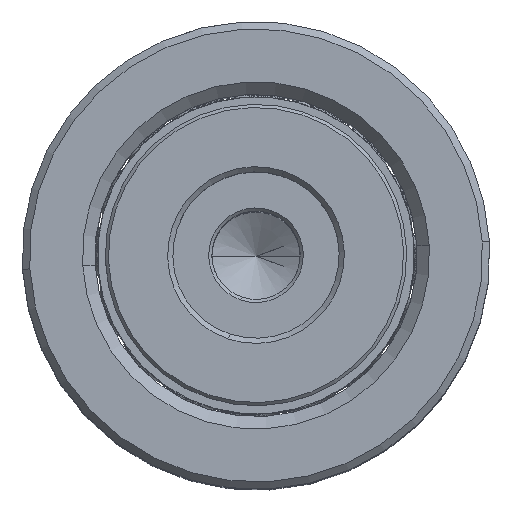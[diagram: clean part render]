
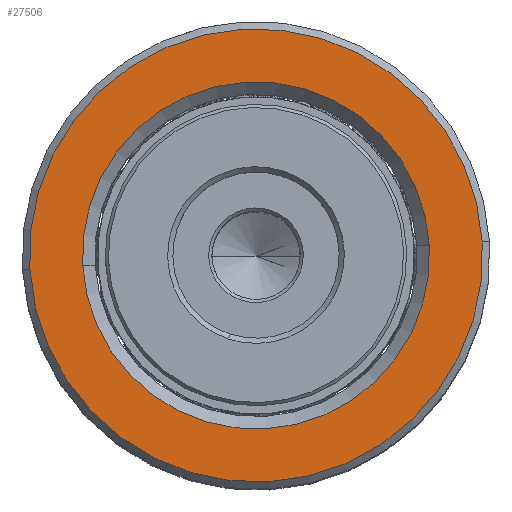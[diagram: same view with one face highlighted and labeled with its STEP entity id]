
A CAD part, top view. The second image highlights one B-rep face of the part: STEP entity #27506.
In plain terms, the highlighted planar face has unit normal (0, 0, 1).
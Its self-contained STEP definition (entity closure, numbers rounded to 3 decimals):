
#409 = EDGE_LOOP ( 'NONE', ( #20095, #6085 ) ) ;
#574 = VERTEX_POINT ( 'NONE', #29684 ) ;
#1469 = CARTESIAN_POINT ( 'NONE',  ( 21.8, 0., 60. ) ) ;
#4673 = VERTEX_POINT ( 'NONE', #1469 ) ;
#4869 = ORIENTED_EDGE ( 'NONE', *, *, #25665, .T. ) ;
#5545 = AXIS2_PLACEMENT_3D ( 'NONE', #28822, #11098, #31701 ) ;
#5931 = AXIS2_PLACEMENT_3D ( 'NONE', #32120, #21634, #17931 ) ;
#5945 = VERTEX_POINT ( 'NONE', #30872 ) ;
#6080 = DIRECTION ( 'NONE',  ( 0., 0., -1. ) ) ;
#6085 = ORIENTED_EDGE ( 'NONE', *, *, #10858, .T. ) ;
#6309 = AXIS2_PLACEMENT_3D ( 'NONE', #11083, #6080, #28693 ) ;
#10858 = EDGE_CURVE ( 'NONE', #4673, #31982, #31228, .T. ) ;
#11083 = CARTESIAN_POINT ( 'NONE',  ( 0., 0., 60. ) ) ;
#11098 = DIRECTION ( 'NONE',  ( 0., 0., 1. ) ) ;
#12989 = DIRECTION ( 'NONE',  ( 1., 0., 0. ) ) ;
#14674 = FACE_BOUND ( 'NONE', #22491, .T. ) ;
#15181 = ORIENTED_EDGE ( 'NONE', *, *, #32011, .T. ) ;
#15773 = DIRECTION ( 'NONE',  ( 0., 0., 1. ) ) ;
#17931 = DIRECTION ( 'NONE',  ( 1., 0., 0. ) ) ;
#18839 = CARTESIAN_POINT ( 'NONE',  ( -21.8, 0., 60. ) ) ;
#20095 = ORIENTED_EDGE ( 'NONE', *, *, #23297, .T. ) ;
#21027 = DIRECTION ( 'NONE',  ( 0., 0., 1. ) ) ;
#21326 = PLANE ( 'NONE',  #5545 ) ;
#21465 = AXIS2_PLACEMENT_3D ( 'NONE', #28068, #15773, #12989 ) ;
#21634 = DIRECTION ( 'NONE',  ( 0., 0., -1. ) ) ;
#22491 = EDGE_LOOP ( 'NONE', ( #4869, #15181 ) ) ;
#23297 = EDGE_CURVE ( 'NONE', #31982, #4673, #31476, .T. ) ;
#25633 = AXIS2_PLACEMENT_3D ( 'NONE', #27641, #21027, #28416 ) ;
#25665 = EDGE_CURVE ( 'NONE', #574, #5945, #26987, .T. ) ;
#26987 = CIRCLE ( 'NONE', #5931, 16.7 ) ;
#27506 = ADVANCED_FACE ( 'NONE', ( #30561, #14674 ), #21326, .T. ) ;
#27641 = CARTESIAN_POINT ( 'NONE',  ( 0., 0., 60. ) ) ;
#27666 = CIRCLE ( 'NONE', #6309, 16.7 ) ;
#28068 = CARTESIAN_POINT ( 'NONE',  ( 0., 0., 60. ) ) ;
#28416 = DIRECTION ( 'NONE',  ( 1., 0., 0. ) ) ;
#28693 = DIRECTION ( 'NONE',  ( 1., 0., 0. ) ) ;
#28822 = CARTESIAN_POINT ( 'NONE',  ( 0., 0., 60. ) ) ;
#29684 = CARTESIAN_POINT ( 'NONE',  ( 16.7, 0., 60. ) ) ;
#30561 = FACE_OUTER_BOUND ( 'NONE', #409, .T. ) ;
#30872 = CARTESIAN_POINT ( 'NONE',  ( -16.7, 0., 60. ) ) ;
#31228 = CIRCLE ( 'NONE', #25633, 21.8 ) ;
#31476 = CIRCLE ( 'NONE', #21465, 21.8 ) ;
#31701 = DIRECTION ( 'NONE',  ( 1., 0., 0. ) ) ;
#31982 = VERTEX_POINT ( 'NONE', #18839 ) ;
#32011 = EDGE_CURVE ( 'NONE', #5945, #574, #27666, .T. ) ;
#32120 = CARTESIAN_POINT ( 'NONE',  ( 0., 0., 60. ) ) ;
